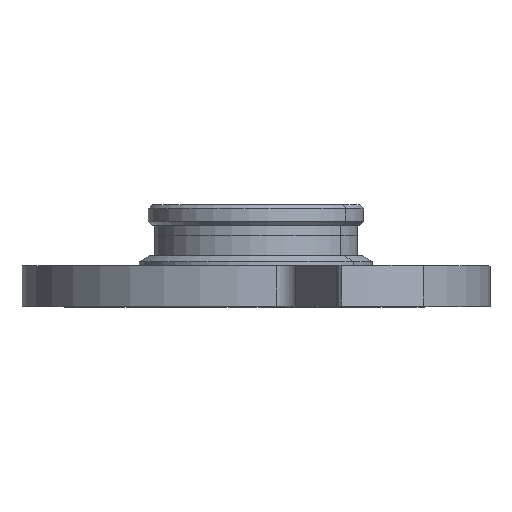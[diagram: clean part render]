
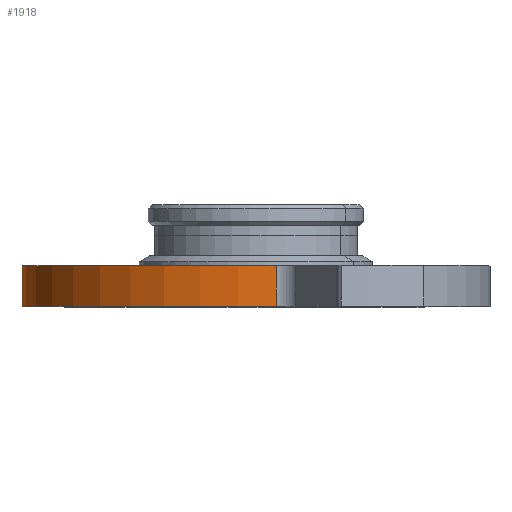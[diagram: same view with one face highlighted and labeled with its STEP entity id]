
A CAD part, top view. The second image highlights one B-rep face of the part: STEP entity #1918.
In plain terms, the highlighted cylindrical face has radius 73.025 mm (diameter 146.05 mm), a partial arc.
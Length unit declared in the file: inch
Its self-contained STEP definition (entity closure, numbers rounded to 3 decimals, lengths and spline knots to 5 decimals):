
#204 = EDGE_CURVE ( 'NONE', #1574, #5826, #2080, .T. ) ;
#316 = DIRECTION ( 'NONE',  ( 0., 0., 1. ) ) ;
#378 = DIRECTION ( 'NONE',  ( 0., 1., 0. ) ) ;
#419 = EDGE_CURVE ( 'NONE', #9846, #5826, #2774, .T. ) ;
#431 = DIRECTION ( 'NONE',  ( 0., -1., 0. ) ) ;
#1050 = CARTESIAN_POINT ( 'NONE',  ( 1.16196, 0.25, 2.62973 ) ) ;
#1371 = CYLINDRICAL_SURFACE ( 'NONE', #3518, 2.875 ) ;
#1574 = VERTEX_POINT ( 'NONE', #6282 ) ;
#1918 = ADVANCED_FACE ( 'NONE', ( #7375 ), #1371, .T. ) ;
#2080 = CIRCLE ( 'NONE', #3538, 2.875 ) ;
#2608 = VECTOR ( 'NONE', #7934, 39.37008 ) ;
#2774 = LINE ( 'NONE', #11139, #2608 ) ;
#3333 = EDGE_CURVE ( 'NONE', #1574, #5360, #8799, .T. ) ;
#3518 = AXIS2_PLACEMENT_3D ( 'NONE', #9814, #431, #4610 ) ;
#3538 = AXIS2_PLACEMENT_3D ( 'NONE', #8104, #4812, #316 ) ;
#3974 = ORIENTED_EDGE ( 'NONE', *, *, #419, .T. ) ;
#4496 = DIRECTION ( 'NONE',  ( 0., -1., 0. ) ) ;
#4610 = DIRECTION ( 'NONE',  ( 0., 0., -1. ) ) ;
#4812 = DIRECTION ( 'NONE',  ( 0., 1., 0. ) ) ;
#5360 = VERTEX_POINT ( 'NONE', #9680 ) ;
#5506 = CARTESIAN_POINT ( 'NONE',  ( 0., -0.25, 0. ) ) ;
#5570 = ORIENTED_EDGE ( 'NONE', *, *, #7206, .T. ) ;
#5826 = VERTEX_POINT ( 'NONE', #9470 ) ;
#6282 = CARTESIAN_POINT ( 'NONE',  ( 1.16196, 0.25, 2.62973 ) ) ;
#6471 = DIRECTION ( 'NONE',  ( 0., 0., 1. ) ) ;
#6581 = EDGE_LOOP ( 'NONE', ( #7980, #8913, #5570, #3974 ) ) ;
#7206 = EDGE_CURVE ( 'NONE', #5360, #9846, #8262, .T. ) ;
#7375 = FACE_OUTER_BOUND ( 'NONE', #6581, .T. ) ;
#7934 = DIRECTION ( 'NONE',  ( 0., 1., 0. ) ) ;
#7980 = ORIENTED_EDGE ( 'NONE', *, *, #204, .F. ) ;
#8104 = CARTESIAN_POINT ( 'NONE',  ( 0., 0.25, 0. ) ) ;
#8262 = CIRCLE ( 'NONE', #9358, 2.875 ) ;
#8783 = CARTESIAN_POINT ( 'NONE',  ( 0.7616, -0.25, -2.77229 ) ) ;
#8799 = LINE ( 'NONE', #1050, #10854 ) ;
#8913 = ORIENTED_EDGE ( 'NONE', *, *, #3333, .T. ) ;
#9358 = AXIS2_PLACEMENT_3D ( 'NONE', #5506, #378, #6471 ) ;
#9470 = CARTESIAN_POINT ( 'NONE',  ( 0.7616, 0.25, -2.77229 ) ) ;
#9680 = CARTESIAN_POINT ( 'NONE',  ( 1.16196, -0.25, 2.62973 ) ) ;
#9814 = CARTESIAN_POINT ( 'NONE',  ( 0., 0.25, 0. ) ) ;
#9846 = VERTEX_POINT ( 'NONE', #8783 ) ;
#10854 = VECTOR ( 'NONE', #4496, 39.37008 ) ;
#11139 = CARTESIAN_POINT ( 'NONE',  ( 0.7616, 0.25, -2.77229 ) ) ;
